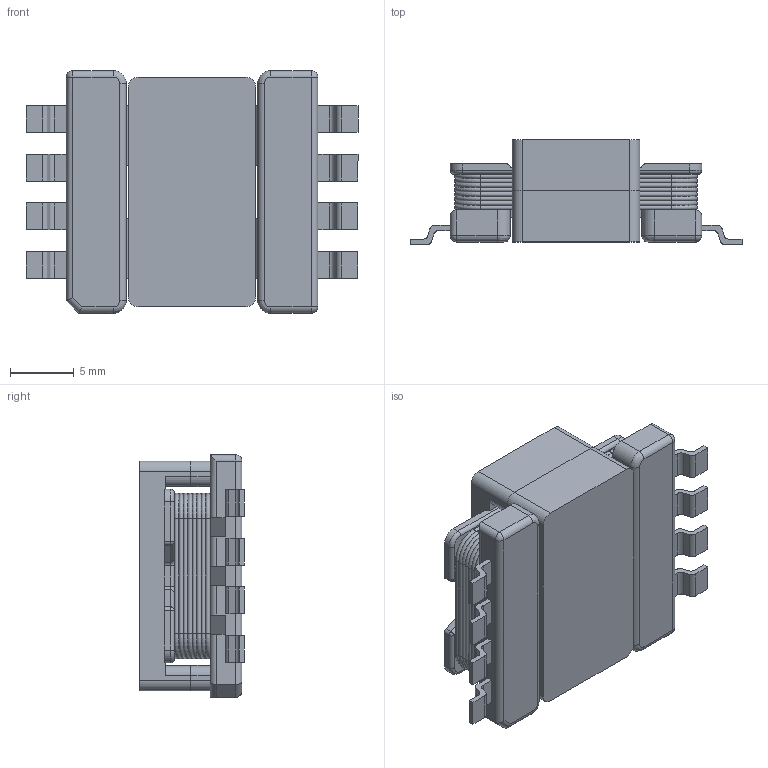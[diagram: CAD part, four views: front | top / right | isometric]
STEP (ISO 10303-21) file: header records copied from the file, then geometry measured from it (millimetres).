
FILE_DESCRIPTION(/* description */ (''),/* implementation_level */ '2;1');
FILE_NAME(/* name */ '55230846-2 Assembly.stp',/* time_stamp */ '2024-03-26T13:22:25+01:00',/* author */ ('mt'),/* organization */ (''),/* preprocessor_version */ 'ST-DEVELOPER v20',/* originating_system */ 'Autodesk Inventor 2024',/* authorisation */ '');
FILE_SCHEMA (('CONFIG_CONTROL_DESIGN'));
Length unit declared in the file: millimetre
Products named in the file (5): 55230846-2 Assembly; 55230846-2; Kerne E18-4-10; Kerne E18-4-10_1; Tråd E18-4-10-2
Assembly tree (4 placements, depth 2):
  55230846-2 Assembly
    55230846-2
    Kerne E18-4-10
    Kerne E18-4-10_1
    Tråd E18-4-10-2
Bounding box: 26 x 8.22 x 19 mm (x, y, z)
Volume: 2215.5 mm3; surface area: 3554.3 mm2
Topology: 22 solids, 22 shells, 522 faces, 1306 edges, 827 vertices
Faces by surface type: plane 262, cylinder 161, torus 48, bspline 44, sphere 7
Entity records: 16046 total; most frequent: CARTESIAN_POINT 3216, ORIENTED_EDGE 2612, DIRECTION 2572, EDGE_CURVE 1306, AXIS2_PLACEMENT_3D 859, LINE 854, VECTOR 854, VERTEX_POINT 827
